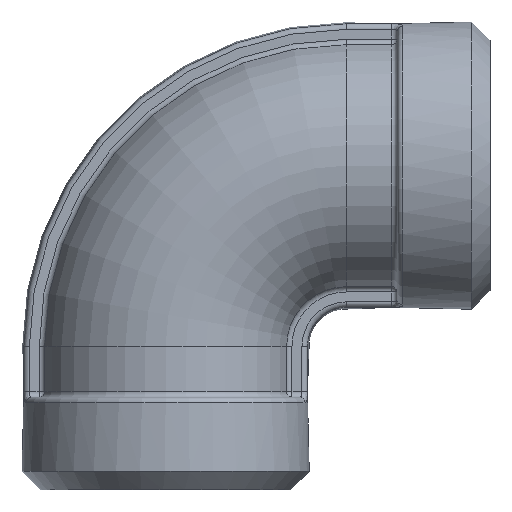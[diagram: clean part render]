
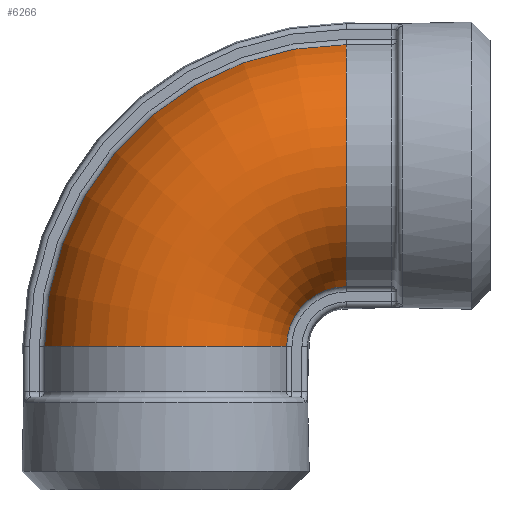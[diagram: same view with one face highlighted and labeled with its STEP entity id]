
A CAD part, front view. The second image highlights one B-rep face of the part: STEP entity #6266.
In plain terms, the highlighted toroidal (fillet/blend) face has major radius 9.75 mm and minor radius 6.75 mm.
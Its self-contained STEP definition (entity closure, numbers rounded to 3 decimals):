
#857=TOROIDAL_SURFACE('',#6810,9.75,6.75);
#981=FACE_OUTER_BOUND('',#1396,.T.);
#1396=EDGE_LOOP('',(#4654,#4655,#4656,#4657));
#2541=CIRCLE('',#6647,16.276);
#2554=CIRCLE('',#6665,3.224);
#2577=CIRCLE('',#6704,6.75);
#2635=CIRCLE('',#6811,6.75);
#2695=VERTEX_POINT('',#8318);
#2697=VERTEX_POINT('',#8324);
#2708=VERTEX_POINT('',#8387);
#2710=VERTEX_POINT('',#8393);
#3338=EDGE_CURVE('',#2697,#2695,#2541,.T.);
#3357=EDGE_CURVE('',#2708,#2710,#2554,.T.);
#3404=EDGE_CURVE('',#2697,#2710,#2577,.T.);
#3494=EDGE_CURVE('',#2695,#2708,#2635,.T.);
#4654=ORIENTED_EDGE('',*,*,#3338,.F.);
#4655=ORIENTED_EDGE('',*,*,#3404,.T.);
#4656=ORIENTED_EDGE('',*,*,#3357,.F.);
#4657=ORIENTED_EDGE('',*,*,#3494,.F.);
#6266=ADVANCED_FACE('',(#981),#857,.T.);
#6647=AXIS2_PLACEMENT_3D('',#8326,#7112,#7113);
#6665=AXIS2_PLACEMENT_3D('',#8397,#7152,#7153);
#6704=AXIS2_PLACEMENT_3D('',#8579,#7248,#7249);
#6810=AXIS2_PLACEMENT_3D('',#8901,#7484,#7485);
#6811=AXIS2_PLACEMENT_3D('',#8902,#7486,#7487);
#7112=DIRECTION('center_axis',(0.,1.,0.));
#7113=DIRECTION('ref_axis',(-0.707,0.,0.707));
#7152=DIRECTION('center_axis',(0.,-1.,0.));
#7153=DIRECTION('ref_axis',(-0.707,0.,0.707));
#7248=DIRECTION('center_axis',(0.,0.,1.));
#7249=DIRECTION('ref_axis',(-0.975,-0.222,0.));
#7484=DIRECTION('center_axis',(0.,1.,0.));
#7485=DIRECTION('ref_axis',(0.,0.,1.));
#7486=DIRECTION('center_axis',(1.,0.,0.));
#7487=DIRECTION('ref_axis',(0.,-0.222,0.975));
#8318=CARTESIAN_POINT('',(0.,-1.723,16.276));
#8324=CARTESIAN_POINT('',(-16.276,-1.723,0.));
#8326=CARTESIAN_POINT('Origin',(0.,-1.723,0.));
#8387=CARTESIAN_POINT('',(0.,-1.723,3.224));
#8393=CARTESIAN_POINT('',(-3.224,-1.723,0.));
#8397=CARTESIAN_POINT('Origin',(0.,-1.723,0.));
#8579=CARTESIAN_POINT('Origin',(-9.75,0.,0.));
#8901=CARTESIAN_POINT('Origin',(0.,0.,0.));
#8902=CARTESIAN_POINT('Origin',(0.,0.,9.75));
